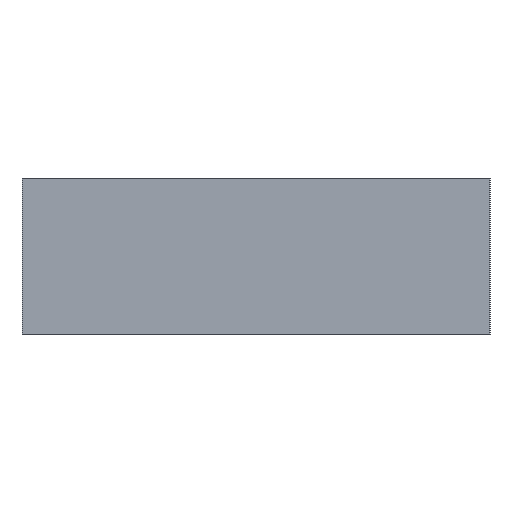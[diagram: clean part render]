
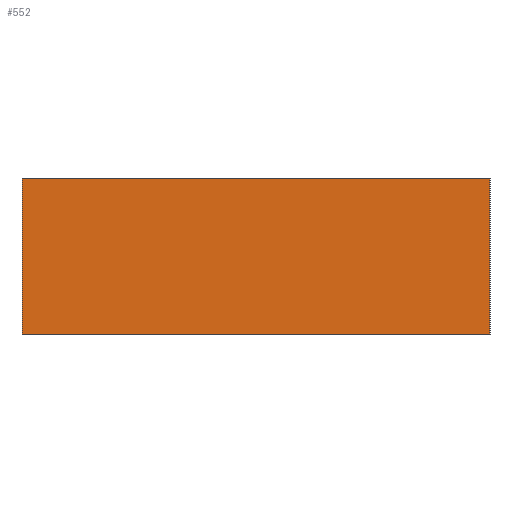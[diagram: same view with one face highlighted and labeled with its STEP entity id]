
A CAD part, left-side view. The second image highlights one B-rep face of the part: STEP entity #552.
In plain terms, the highlighted planar face has unit normal (-1, 0, 0).
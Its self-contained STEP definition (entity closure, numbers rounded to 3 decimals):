
#41=PLANE('',#616);
#69=FACE_OUTER_BOUND('',#106,.T.);
#106=EDGE_LOOP('',(#474,#475,#476,#477));
#155=LINE('',#929,#196);
#156=LINE('',#932,#197);
#157=LINE('',#934,#198);
#158=LINE('',#935,#199);
#196=VECTOR('',#773,10.);
#197=VECTOR('',#776,10.);
#198=VECTOR('',#777,10.);
#199=VECTOR('',#778,10.);
#282=VERTEX_POINT('',#925);
#283=VERTEX_POINT('',#927);
#284=VERTEX_POINT('',#931);
#285=VERTEX_POINT('',#933);
#355=EDGE_CURVE('',#282,#283,#155,.T.);
#356=EDGE_CURVE('',#282,#284,#156,.T.);
#357=EDGE_CURVE('',#285,#283,#157,.T.);
#358=EDGE_CURVE('',#284,#285,#158,.T.);
#474=ORIENTED_EDGE('',*,*,#356,.F.);
#475=ORIENTED_EDGE('',*,*,#355,.T.);
#476=ORIENTED_EDGE('',*,*,#357,.F.);
#477=ORIENTED_EDGE('',*,*,#358,.F.);
#552=ADVANCED_FACE('',(#69),#41,.T.);
#616=AXIS2_PLACEMENT_3D('',#930,#774,#775);
#773=DIRECTION('',(0.,0.,1.));
#774=DIRECTION('center_axis',(-1.,0.,0.));
#775=DIRECTION('ref_axis',(0.,-1.,0.));
#776=DIRECTION('',(0.,1.,0.));
#777=DIRECTION('',(0.,-1.,0.));
#778=DIRECTION('',(0.,0.,1.));
#925=CARTESIAN_POINT('',(-22.5,-7.5,0.));
#927=CARTESIAN_POINT('',(-22.5,-7.5,5.));
#929=CARTESIAN_POINT('',(-22.5,-7.5,0.));
#930=CARTESIAN_POINT('Origin',(-22.5,7.5,0.));
#931=CARTESIAN_POINT('',(-22.5,7.5,0.));
#932=CARTESIAN_POINT('',(-22.5,-7.5,0.));
#933=CARTESIAN_POINT('',(-22.5,7.5,5.));
#934=CARTESIAN_POINT('',(-22.5,-7.5,5.));
#935=CARTESIAN_POINT('',(-22.5,7.5,0.));
